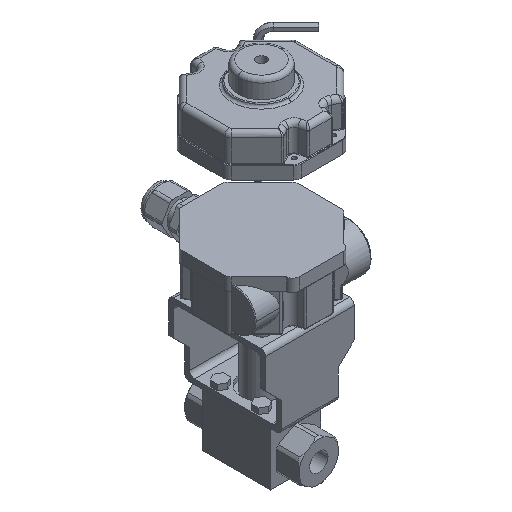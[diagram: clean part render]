
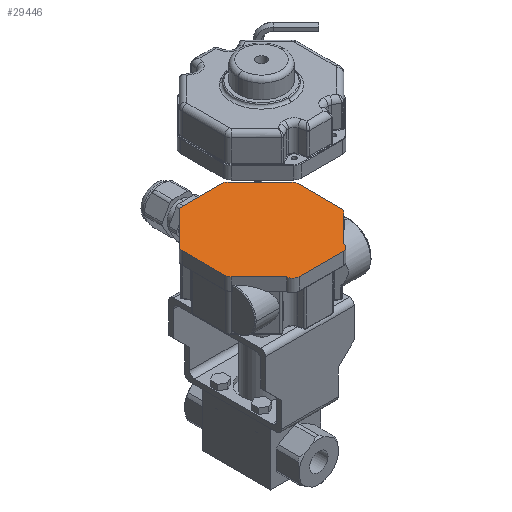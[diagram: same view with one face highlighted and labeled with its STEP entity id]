
A CAD part, isometric view. The second image highlights one B-rep face of the part: STEP entity #29446.
In plain terms, the highlighted face is planar.
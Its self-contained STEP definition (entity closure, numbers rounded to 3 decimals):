
#2890=CIRCLE('',#33332,4.);
#2891=CIRCLE('',#33333,4.);
#2892=CIRCLE('',#33334,4.);
#2893=CIRCLE('',#33335,4.);
#2894=CIRCLE('',#33336,4.);
#2895=CIRCLE('',#33337,4.);
#2896=CIRCLE('',#33338,4.);
#2897=CIRCLE('',#33339,4.);
#8233=ORIENTED_EDGE('',*,*,#14960,.F.);
#8234=ORIENTED_EDGE('',*,*,#14961,.F.);
#8235=ORIENTED_EDGE('',*,*,#14962,.F.);
#8236=ORIENTED_EDGE('',*,*,#14963,.F.);
#8237=ORIENTED_EDGE('',*,*,#14964,.F.);
#8238=ORIENTED_EDGE('',*,*,#14965,.F.);
#8239=ORIENTED_EDGE('',*,*,#14966,.F.);
#8240=ORIENTED_EDGE('',*,*,#14967,.F.);
#8241=ORIENTED_EDGE('',*,*,#14968,.F.);
#8242=ORIENTED_EDGE('',*,*,#14969,.F.);
#8243=ORIENTED_EDGE('',*,*,#14970,.F.);
#8244=ORIENTED_EDGE('',*,*,#14971,.F.);
#8245=ORIENTED_EDGE('',*,*,#14972,.F.);
#8246=ORIENTED_EDGE('',*,*,#14973,.F.);
#8247=ORIENTED_EDGE('',*,*,#14974,.F.);
#8248=ORIENTED_EDGE('',*,*,#14975,.F.);
#14960=EDGE_CURVE('',#18650,#18651,#21080,.T.);
#14961=EDGE_CURVE('',#18652,#18650,#2890,.T.);
#14962=EDGE_CURVE('',#18653,#18652,#21081,.T.);
#14963=EDGE_CURVE('',#18654,#18653,#2891,.T.);
#14964=EDGE_CURVE('',#18655,#18654,#21082,.T.);
#14965=EDGE_CURVE('',#18656,#18655,#2892,.T.);
#14966=EDGE_CURVE('',#18657,#18656,#21083,.T.);
#14967=EDGE_CURVE('',#18658,#18657,#2893,.T.);
#14968=EDGE_CURVE('',#18659,#18658,#21084,.T.);
#14969=EDGE_CURVE('',#18660,#18659,#2894,.T.);
#14970=EDGE_CURVE('',#18661,#18660,#21085,.T.);
#14971=EDGE_CURVE('',#18662,#18661,#2895,.T.);
#14972=EDGE_CURVE('',#18663,#18662,#21086,.T.);
#14973=EDGE_CURVE('',#18664,#18663,#2896,.T.);
#14974=EDGE_CURVE('',#18665,#18664,#21087,.T.);
#14975=EDGE_CURVE('',#18651,#18665,#2897,.T.);
#18650=VERTEX_POINT('',#53174);
#18651=VERTEX_POINT('',#53175);
#18652=VERTEX_POINT('',#53177);
#18653=VERTEX_POINT('',#53179);
#18654=VERTEX_POINT('',#53181);
#18655=VERTEX_POINT('',#53183);
#18656=VERTEX_POINT('',#53185);
#18657=VERTEX_POINT('',#53187);
#18658=VERTEX_POINT('',#53189);
#18659=VERTEX_POINT('',#53191);
#18660=VERTEX_POINT('',#53193);
#18661=VERTEX_POINT('',#53195);
#18662=VERTEX_POINT('',#53197);
#18663=VERTEX_POINT('',#53199);
#18664=VERTEX_POINT('',#53201);
#18665=VERTEX_POINT('',#53203);
#21080=LINE('',#53173,#22997);
#21081=LINE('',#53178,#22998);
#21082=LINE('',#53182,#22999);
#21083=LINE('',#53186,#23000);
#21084=LINE('',#53190,#23001);
#21085=LINE('',#53194,#23002);
#21086=LINE('',#53198,#23003);
#21087=LINE('',#53202,#23004);
#22997=VECTOR('',#39424,1000.);
#22998=VECTOR('',#39427,1000.);
#22999=VECTOR('',#39430,1000.);
#23000=VECTOR('',#39433,1000.);
#23001=VECTOR('',#39436,1000.);
#23002=VECTOR('',#39439,1000.);
#23003=VECTOR('',#39442,1000.);
#23004=VECTOR('',#39445,1000.);
#24861=EDGE_LOOP('',(#8233,#8234,#8235,#8236,#8237,#8238,#8239,#8240,#8241,
#8242,#8243,#8244,#8245,#8246,#8247,#8248));
#26896=FACE_BOUND('',#24861,.T.);
#28347=PLANE('',#33331);
#29446=ADVANCED_FACE('',(#26896),#28347,.F.);
#33331=AXIS2_PLACEMENT_3D('',#53172,#39422,#39423);
#33332=AXIS2_PLACEMENT_3D('',#53176,#39425,#39426);
#33333=AXIS2_PLACEMENT_3D('',#53180,#39428,#39429);
#33334=AXIS2_PLACEMENT_3D('',#53184,#39431,#39432);
#33335=AXIS2_PLACEMENT_3D('',#53188,#39434,#39435);
#33336=AXIS2_PLACEMENT_3D('',#53192,#39437,#39438);
#33337=AXIS2_PLACEMENT_3D('',#53196,#39440,#39441);
#33338=AXIS2_PLACEMENT_3D('',#53200,#39443,#39444);
#33339=AXIS2_PLACEMENT_3D('',#53204,#39446,#39447);
#39422=DIRECTION('',(0.,-1.,0.));
#39423=DIRECTION('',(0.,0.,-1.));
#39424=DIRECTION('',(1.,0.,0.));
#39425=DIRECTION('',(0.,-1.,0.));
#39426=DIRECTION('',(0.,0.,1.));
#39427=DIRECTION('',(0.707,0.,-0.707));
#39428=DIRECTION('',(0.,-1.,0.));
#39429=DIRECTION('',(0.,0.,1.));
#39430=DIRECTION('',(0.,0.,-1.));
#39431=DIRECTION('',(0.,-1.,0.));
#39432=DIRECTION('',(0.,0.,1.));
#39433=DIRECTION('',(-0.707,0.,-0.707));
#39434=DIRECTION('',(0.,-1.,0.));
#39435=DIRECTION('',(0.,0.,1.));
#39436=DIRECTION('',(-1.,0.,0.));
#39437=DIRECTION('',(0.,-1.,0.));
#39438=DIRECTION('',(0.,0.,1.));
#39439=DIRECTION('',(-0.707,0.,0.707));
#39440=DIRECTION('',(0.,-1.,0.));
#39441=DIRECTION('',(0.,0.,1.));
#39442=DIRECTION('',(0.,0.,1.));
#39443=DIRECTION('',(0.,-1.,0.));
#39444=DIRECTION('',(0.,0.,1.));
#39445=DIRECTION('',(0.707,0.,0.707));
#39446=DIRECTION('',(0.,-1.,0.));
#39447=DIRECTION('',(0.,0.,1.));
#53172=CARTESIAN_POINT('',(13.67,0.,-33.));
#53173=CARTESIAN_POINT('',(13.67,0.,-37.));
#53174=CARTESIAN_POINT('',(-13.67,0.,-37.));
#53175=CARTESIAN_POINT('',(13.67,0.,-37.));
#53176=CARTESIAN_POINT('',(-13.67,0.,-33.));
#53177=CARTESIAN_POINT('',(-17.662,0.,-33.249));
#53178=CARTESIAN_POINT('',(-34.828,0.,-16.083));
#53179=CARTESIAN_POINT('',(-34.828,0.,-16.083));
#53180=CARTESIAN_POINT('',(-32.,0.,-13.255));
#53181=CARTESIAN_POINT('',(-36.,0.,-13.255));
#53182=CARTESIAN_POINT('',(-36.,0.,-33.));
#53183=CARTESIAN_POINT('',(-36.,0.,13.255));
#53184=CARTESIAN_POINT('',(-32.,0.,13.255));
#53185=CARTESIAN_POINT('',(-34.828,0.,16.083));
#53186=CARTESIAN_POINT('',(-15.083,0.,35.828));
#53187=CARTESIAN_POINT('',(-15.083,0.,35.828));
#53188=CARTESIAN_POINT('',(-12.255,0.,33.));
#53189=CARTESIAN_POINT('',(-12.255,0.,37.));
#53190=CARTESIAN_POINT('',(13.67,0.,37.));
#53191=CARTESIAN_POINT('',(12.255,0.,37.));
#53192=CARTESIAN_POINT('',(12.255,0.,33.));
#53193=CARTESIAN_POINT('',(15.083,0.,35.828));
#53194=CARTESIAN_POINT('',(34.828,0.,16.083));
#53195=CARTESIAN_POINT('',(34.828,0.,16.083));
#53196=CARTESIAN_POINT('',(32.,0.,13.255));
#53197=CARTESIAN_POINT('',(36.,0.,13.255));
#53198=CARTESIAN_POINT('',(36.,0.,-33.));
#53199=CARTESIAN_POINT('',(36.,0.,-13.255));
#53200=CARTESIAN_POINT('',(32.,0.,-13.255));
#53201=CARTESIAN_POINT('',(34.828,0.,-16.083));
#53202=CARTESIAN_POINT('',(17.662,0.,-33.249));
#53203=CARTESIAN_POINT('',(17.662,0.,-33.249));
#53204=CARTESIAN_POINT('',(13.67,0.,-33.));
